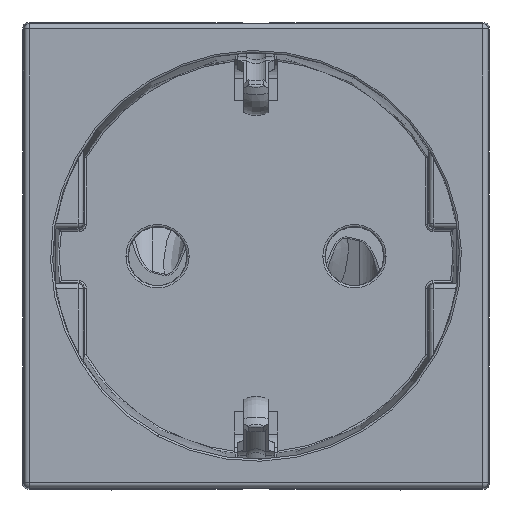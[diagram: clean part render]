
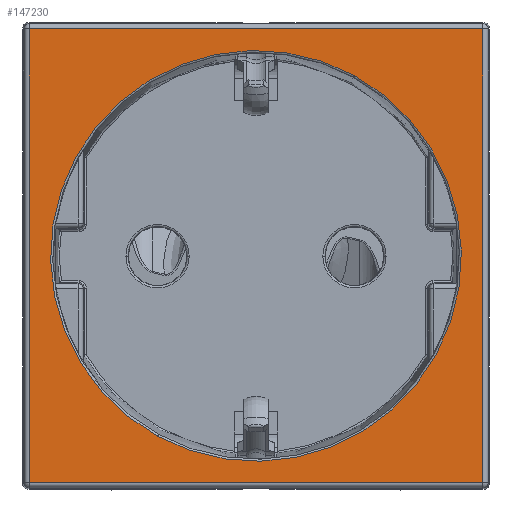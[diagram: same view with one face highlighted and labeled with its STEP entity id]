
A CAD part, top view. The second image highlights one B-rep face of the part: STEP entity #147230.
In plain terms, the highlighted planar face has unit normal (0, 0, 1).
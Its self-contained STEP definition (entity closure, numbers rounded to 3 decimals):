
#147204=AXIS2_PLACEMENT_3D('Plane Axis2P3D',#147201,#147202,#147203) ;
#147214=AXIS2_PLACEMENT_3D('Circle Axis2P3D',#147212,#147213,$) ;
#147223=AXIS2_PLACEMENT_3D('Circle Axis2P3D',#147221,#147222,$) ;
#145356=CARTESIAN_POINT('Vertex',(21.899,-21.899,9.9)) ;
#145447=CARTESIAN_POINT('Vertex',(-21.899,-21.899,9.9)) ;
#145470=CARTESIAN_POINT('Vertex',(-21.899,21.899,9.9)) ;
#145504=CARTESIAN_POINT('Vertex',(21.899,21.899,9.9)) ;
#146290=CARTESIAN_POINT('Line Origine',(21.899,0.,9.9)) ;
#146307=CARTESIAN_POINT('Line Origine',(0.,-21.899,9.9)) ;
#146329=CARTESIAN_POINT('Line Origine',(-21.899,0.,9.9)) ;
#146346=CARTESIAN_POINT('Line Origine',(0.283,21.899,9.9)) ;
#147201=CARTESIAN_POINT('Axis2P3D Location',(0.,0.,9.9)) ;
#147212=CARTESIAN_POINT('Axis2P3D Location',(0.,0.,9.9)) ;
#147216=CARTESIAN_POINT('Vertex',(9.502,17.393,9.9)) ;
#147218=CARTESIAN_POINT('Vertex',(-9.502,-17.393,9.9)) ;
#147221=CARTESIAN_POINT('Axis2P3D Location',(0.,0.,9.9)) ;
#146291=DIRECTION('Vector Direction',(0.,1.,0.)) ;
#146308=DIRECTION('Vector Direction',(1.,0.,0.)) ;
#146330=DIRECTION('Vector Direction',(0.,-1.,0.)) ;
#146347=DIRECTION('Vector Direction',(-1.,0.,0.)) ;
#147202=DIRECTION('Axis2P3D Direction',(0.,0.,1.)) ;
#147203=DIRECTION('Axis2P3D XDirection',(1.,0.,0.)) ;
#147213=DIRECTION('Axis2P3D Direction',(0.,0.,1.)) ;
#147222=DIRECTION('Axis2P3D Direction',(0.,0.,1.)) ;
#146292=VECTOR('Line Direction',#146291,1.) ;
#146309=VECTOR('Line Direction',#146308,1.) ;
#146331=VECTOR('Line Direction',#146330,1.) ;
#146348=VECTOR('Line Direction',#146347,1.) ;
#147207=ORIENTED_EDGE('',*,*,#146350,.T.) ;
#147208=ORIENTED_EDGE('',*,*,#146333,.T.) ;
#147209=ORIENTED_EDGE('',*,*,#146311,.T.) ;
#147210=ORIENTED_EDGE('',*,*,#146294,.T.) ;
#147227=ORIENTED_EDGE('',*,*,#147220,.T.) ;
#147228=ORIENTED_EDGE('',*,*,#147225,.T.) ;
#147229=FACE_BOUND('',#147226,.T.) ;
#147230=ADVANCED_FACE('PartBody',(#147211,#147229),#147205,.T.) ;
#147215=CIRCLE('generated circle',#147214,19.819) ;
#147224=CIRCLE('generated circle',#147223,19.819) ;
#146294=EDGE_CURVE('',#145357,#145505,#146293,.T.) ;
#146311=EDGE_CURVE('',#145448,#145357,#146310,.T.) ;
#146333=EDGE_CURVE('',#145471,#145448,#146332,.T.) ;
#146350=EDGE_CURVE('',#145505,#145471,#146349,.T.) ;
#147220=EDGE_CURVE('',#147217,#147219,#147215,.F.) ;
#147225=EDGE_CURVE('',#147219,#147217,#147224,.F.) ;
#147206=EDGE_LOOP('',(#147207,#147208,#147209,#147210)) ;
#147226=EDGE_LOOP('',(#147227,#147228)) ;
#147211=FACE_OUTER_BOUND('',#147206,.T.) ;
#146293=LINE('Line',#146290,#146292) ;
#146310=LINE('Line',#146307,#146309) ;
#146332=LINE('Line',#146329,#146331) ;
#146349=LINE('Line',#146346,#146348) ;
#147205=PLANE('',#147204) ;
#145357=VERTEX_POINT('',#145356) ;
#145448=VERTEX_POINT('',#145447) ;
#145471=VERTEX_POINT('',#145470) ;
#145505=VERTEX_POINT('',#145504) ;
#147217=VERTEX_POINT('',#147216) ;
#147219=VERTEX_POINT('',#147218) ;
